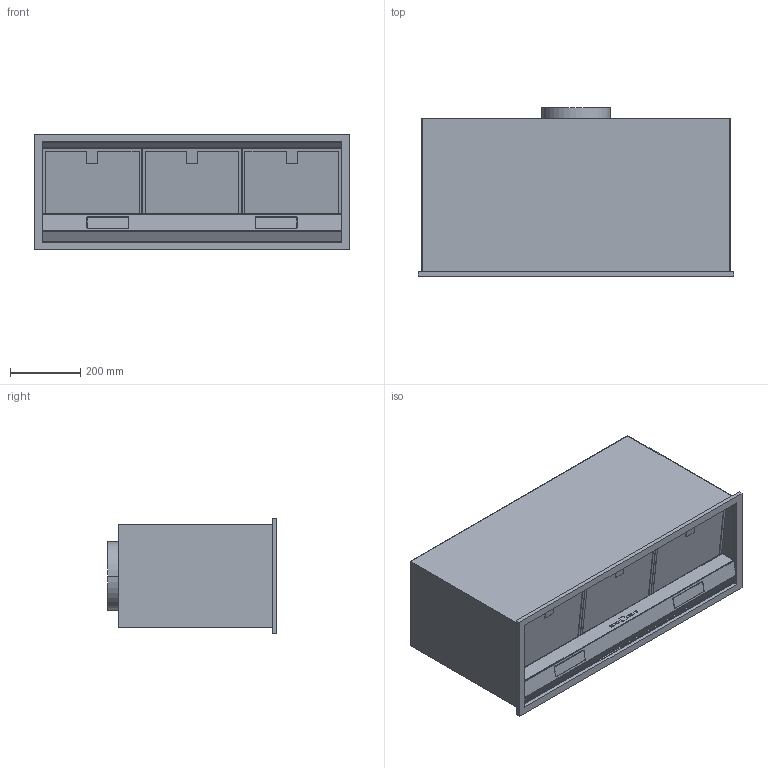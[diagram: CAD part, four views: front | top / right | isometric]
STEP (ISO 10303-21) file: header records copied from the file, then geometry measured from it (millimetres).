
FILE_DESCRIPTION((''),'2;1');
FILE_NAME('MSQX90','2022-04-27T',('seona'),(''),'CREO PARAMETRIC BY PTC INC, 2016260','CREO PARAMETRIC BY PTC INC, 2016260','');
FILE_SCHEMA(('CONFIG_CONTROL_DESIGN'));
Length unit declared in the file: millimetre
Products named in the file (1): MSQX90
Bounding box: 900 x 481 x 330 mm (x, y, z)
Volume: 8722669.6 mm3; surface area: 3692832.9 mm2
Topology: 13 solids, 13 shells, 241 faces, 620 edges, 412 vertices
Faces by surface type: plane 169, cylinder 72
Entity records: 7352 total; most frequent: CARTESIAN_POINT 1273, DIRECTION 1246, ORIENTED_EDGE 1240, EDGE_CURVE 620, VECTOR 476, LINE 476, VERTEX_POINT 412, AXIS2_PLACEMENT_3D 385
